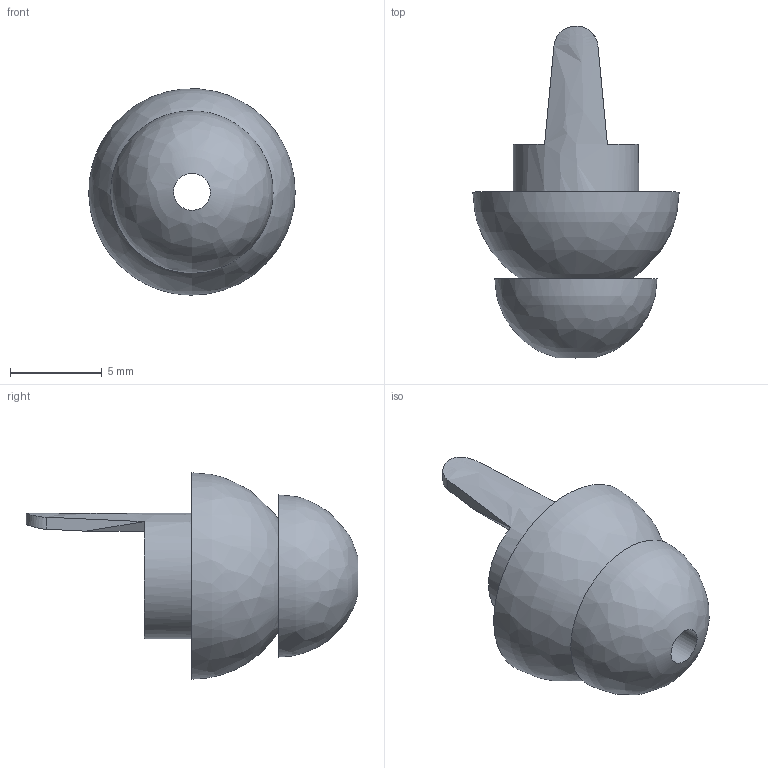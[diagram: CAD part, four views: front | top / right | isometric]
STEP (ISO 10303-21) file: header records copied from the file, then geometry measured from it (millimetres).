
FILE_DESCRIPTION(('FreeCAD Model'),'2;1');
FILE_NAME('Open CASCADE Shape Model','2025-04-29T15:40:18',('FreeCAD'),( 'FreeCAD'),'Open CASCADE STEP processor 7.6','FreeCAD','Unknown');
FILE_SCHEMA(('AUTOMOTIVE_DESIGN { 1 0 10303 214 1 1 1 1 }'));
Length unit declared in the file: millimetre
Products named in the file (1): Open CASCADE STEP translator 7.6 1
Bounding box: 11.23 x 18.06 x 11.23 mm (x, y, z)
Volume: 286.4 mm3; surface area: 934.6 mm2
Topology: 1 solids, 1 shells, 22 faces, 44 edges, 26 vertices
Faces by surface type: bspline 22
Entity records: 786 total; most frequent: CARTESIAN_POINT 507, ORIENTED_EDGE 88, EDGE_CURVE 44, FACE_BOUND 26, EDGE_LOOP 26, VERTEX_POINT 26, ADVANCED_FACE 22, B_SPLINE_CURVE_WITH_KNOTS 22
